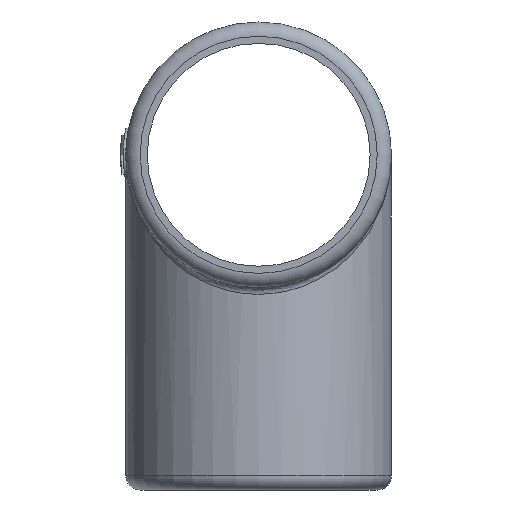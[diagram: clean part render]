
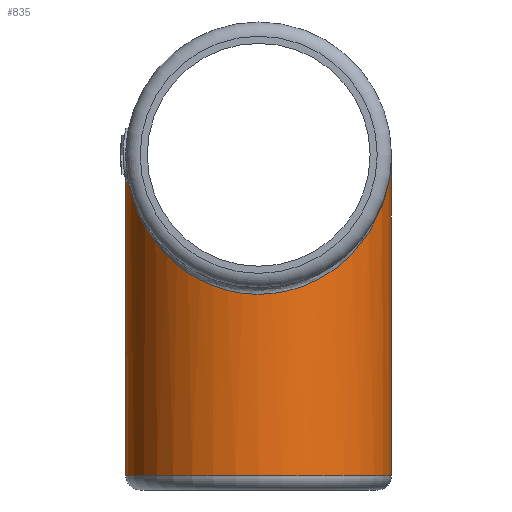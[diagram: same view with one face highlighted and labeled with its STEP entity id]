
A CAD part, left-side view. The second image highlights one B-rep face of the part: STEP entity #835.
In plain terms, the highlighted cylindrical face has radius 14.9 mm (diameter 29.8 mm), a full revolution.
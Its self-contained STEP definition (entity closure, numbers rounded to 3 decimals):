
#212 =( BOUNDED_CURVE ( )  B_SPLINE_CURVE ( 3, ( #4497, #2537, #3360, #924 ),
 .UNSPECIFIED., .F., .F. ) 
 B_SPLINE_CURVE_WITH_KNOTS ( ( 4, 4 ),
 ( 1.571, 4.712 ),
 .UNSPECIFIED. ) 
 CURVE ( )  GEOMETRIC_REPRESENTATION_ITEM ( )  RATIONAL_B_SPLINE_CURVE ( ( 1., 0.333, 0.333, 1. ) ) 
 REPRESENTATION_ITEM ( '' )  );
#381 = CIRCLE ( 'NONE', #1681, 14.9 ) ;
#610 = EDGE_CURVE ( 'NONE', #3625, #3625, #381, .T. ) ;
#812 = CARTESIAN_POINT ( 'NONE',  ( 0., -14.9, 0. ) ) ;
#835 = ADVANCED_FACE ( 'NONE', ( #2201, #2067 ), #1959, .T. ) ;
#850 = VERTEX_POINT ( 'NONE', #5020 ) ;
#900 = DIRECTION ( 'NONE',  ( -1., 0., 0. ) ) ;
#924 = CARTESIAN_POINT ( 'NONE',  ( 0., -14.9, 0. ) ) ;
#944 = AXIS2_PLACEMENT_3D ( 'NONE', #2107, #4192, #900 ) ;
#968 = CARTESIAN_POINT ( 'NONE',  ( -29.8, -14.9, -31.3 ) ) ;
#1681 = AXIS2_PLACEMENT_3D ( 'NONE', #1977, #4824, #2374 ) ;
#1871 = CARTESIAN_POINT ( 'NONE',  ( -29.8, 14.9, -31.3 ) ) ;
#1959 = CYLINDRICAL_SURFACE ( 'NONE', #944, 14.9 ) ;
#1977 = CARTESIAN_POINT ( 'NONE',  ( 0., 0., -36. ) ) ;
#2004 = ORIENTED_EDGE ( 'NONE', *, *, #5277, .T. ) ;
#2027 = EDGE_LOOP ( 'NONE', ( #4949, #2004 ) ) ;
#2067 = FACE_OUTER_BOUND ( 'NONE', #2027, .T. ) ;
#2107 = CARTESIAN_POINT ( 'NONE',  ( 0., 0., 500000. ) ) ;
#2201 = FACE_OUTER_BOUND ( 'NONE', #3476, .T. ) ;
#2374 = DIRECTION ( 'NONE',  ( 1., 0., 0. ) ) ;
#2537 = CARTESIAN_POINT ( 'NONE',  ( 29.8, 14.9, -31.3 ) ) ;
#2588 = ORIENTED_EDGE ( 'NONE', *, *, #610, .T. ) ;
#2923 = EDGE_CURVE ( 'NONE', #850, #4841, #212, .T. ) ;
#3097 = CARTESIAN_POINT ( 'NONE',  ( 14.9, 0., -36. ) ) ;
#3360 = CARTESIAN_POINT ( 'NONE',  ( 29.8, -14.9, -31.3 ) ) ;
#3476 = EDGE_LOOP ( 'NONE', ( #2588 ) ) ;
#3625 = VERTEX_POINT ( 'NONE', #3097 ) ;
#3777 =( BOUNDED_CURVE ( )  B_SPLINE_CURVE ( 3, ( #3827, #968, #1871, #4724 ),
 .UNSPECIFIED., .F., .F. ) 
 B_SPLINE_CURVE_WITH_KNOTS ( ( 4, 4 ),
 ( 4.712, 7.854 ),
 .UNSPECIFIED. ) 
 CURVE ( )  GEOMETRIC_REPRESENTATION_ITEM ( )  RATIONAL_B_SPLINE_CURVE ( ( 1., 0.333, 0.333, 1. ) ) 
 REPRESENTATION_ITEM ( '' )  );
#3827 = CARTESIAN_POINT ( 'NONE',  ( 0., -14.9, 0. ) ) ;
#4192 = DIRECTION ( 'NONE',  ( 0., 0., -1. ) ) ;
#4497 = CARTESIAN_POINT ( 'NONE',  ( 0., 14.9, 0. ) ) ;
#4724 = CARTESIAN_POINT ( 'NONE',  ( 0., 14.9, 0. ) ) ;
#4824 = DIRECTION ( 'NONE',  ( 0., 0., 1. ) ) ;
#4841 = VERTEX_POINT ( 'NONE', #812 ) ;
#4949 = ORIENTED_EDGE ( 'NONE', *, *, #2923, .T. ) ;
#5020 = CARTESIAN_POINT ( 'NONE',  ( 0., 14.9, 0. ) ) ;
#5277 = EDGE_CURVE ( 'NONE', #4841, #850, #3777, .T. ) ;
